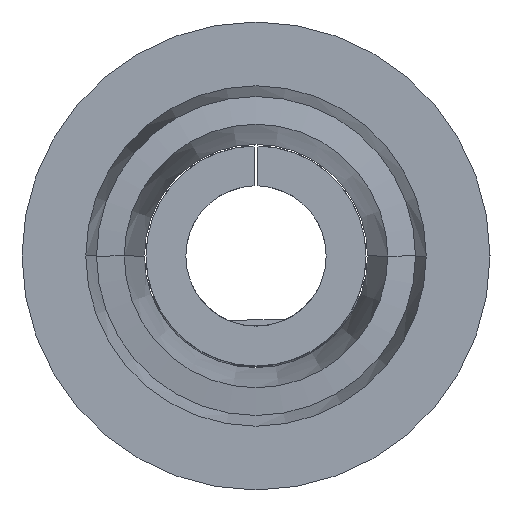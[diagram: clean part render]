
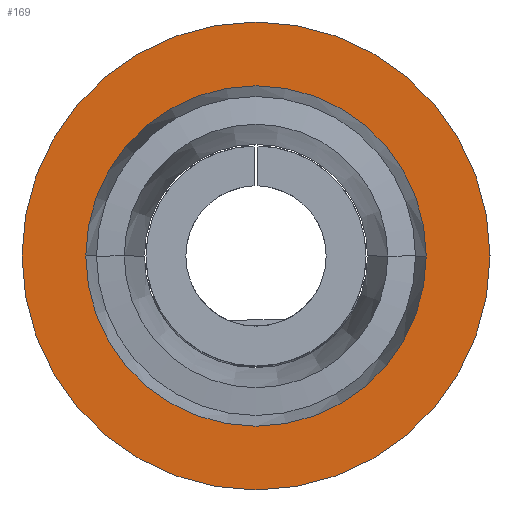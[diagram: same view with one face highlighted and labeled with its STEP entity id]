
A CAD part, front view. The second image highlights one B-rep face of the part: STEP entity #169.
In plain terms, the highlighted planar face has unit normal (0, -1, 0).
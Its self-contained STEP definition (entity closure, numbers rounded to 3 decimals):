
#24 = DIRECTION ( 'NONE',  ( 0., 1., 0. ) ) ;
#29 = DIRECTION ( 'NONE',  ( -1., 0., 0. ) ) ;
#42 = VERTEX_POINT ( 'NONE', #1788 ) ;
#77 = DIRECTION ( 'NONE',  ( -1., 0., 0. ) ) ;
#91 = AXIS2_PLACEMENT_3D ( 'NONE', #349, #24, #183 ) ;
#169 = ADVANCED_FACE ( 'NONE', ( #1058, #1869 ), #1232, .T. ) ;
#183 = DIRECTION ( 'NONE',  ( -1., 0., 0. ) ) ;
#274 = CARTESIAN_POINT ( 'NONE',  ( 2.135, -14.78, 1.13 ) ) ;
#297 = CARTESIAN_POINT ( 'NONE',  ( 0., -14.78, 1.13 ) ) ;
#349 = CARTESIAN_POINT ( 'NONE',  ( 0., -14.78, 1.13 ) ) ;
#484 = CARTESIAN_POINT ( 'NONE',  ( -2.135, -14.78, 1.13 ) ) ;
#549 = CARTESIAN_POINT ( 'NONE',  ( 0., -14.78, 1.13 ) ) ;
#577 = DIRECTION ( 'NONE',  ( -1., 0., 0. ) ) ;
#631 = ORIENTED_EDGE ( 'NONE', *, *, #1282, .F. ) ;
#635 = CARTESIAN_POINT ( 'NONE',  ( -2.935, -14.78, 1.13 ) ) ;
#712 = CIRCLE ( 'NONE', #1441, 2.935 ) ;
#724 = DIRECTION ( 'NONE',  ( 0., 1., 0. ) ) ;
#903 = EDGE_CURVE ( 'NONE', #950, #1339, #1870, .T. ) ;
#919 = EDGE_CURVE ( 'NONE', #1349, #42, #712, .T. ) ;
#924 = DIRECTION ( 'NONE',  ( 0., -1., 0. ) ) ;
#944 = AXIS2_PLACEMENT_3D ( 'NONE', #297, #724, #577 ) ;
#950 = VERTEX_POINT ( 'NONE', #484 ) ;
#1058 = FACE_BOUND ( 'NONE', #1673, .T. ) ;
#1066 = CARTESIAN_POINT ( 'NONE',  ( 2.935, -14.78, 1.13 ) ) ;
#1130 = ORIENTED_EDGE ( 'NONE', *, *, #903, .T. ) ;
#1142 = CIRCLE ( 'NONE', #1535, 2.135 ) ;
#1153 = AXIS2_PLACEMENT_3D ( 'NONE', #635, #924, #1540 ) ;
#1232 = PLANE ( 'NONE',  #1153 ) ;
#1282 = EDGE_CURVE ( 'NONE', #42, #1349, #1500, .T. ) ;
#1294 = ORIENTED_EDGE ( 'NONE', *, *, #919, .F. ) ;
#1339 = VERTEX_POINT ( 'NONE', #274 ) ;
#1349 = VERTEX_POINT ( 'NONE', #1066 ) ;
#1430 = DIRECTION ( 'NONE',  ( 0., 1., 0. ) ) ;
#1441 = AXIS2_PLACEMENT_3D ( 'NONE', #1709, #1549, #29 ) ;
#1500 = CIRCLE ( 'NONE', #944, 2.935 ) ;
#1535 = AXIS2_PLACEMENT_3D ( 'NONE', #549, #1430, #77 ) ;
#1540 = DIRECTION ( 'NONE',  ( 1., 0., 0. ) ) ;
#1549 = DIRECTION ( 'NONE',  ( 0., 1., 0. ) ) ;
#1647 = ORIENTED_EDGE ( 'NONE', *, *, #1810, .T. ) ;
#1673 = EDGE_LOOP ( 'NONE', ( #1130, #1647 ) ) ;
#1709 = CARTESIAN_POINT ( 'NONE',  ( 0., -14.78, 1.13 ) ) ;
#1775 = EDGE_LOOP ( 'NONE', ( #631, #1294 ) ) ;
#1788 = CARTESIAN_POINT ( 'NONE',  ( -2.935, -14.78, 1.13 ) ) ;
#1810 = EDGE_CURVE ( 'NONE', #1339, #950, #1142, .T. ) ;
#1869 = FACE_OUTER_BOUND ( 'NONE', #1775, .T. ) ;
#1870 = CIRCLE ( 'NONE', #91, 2.135 ) ;
